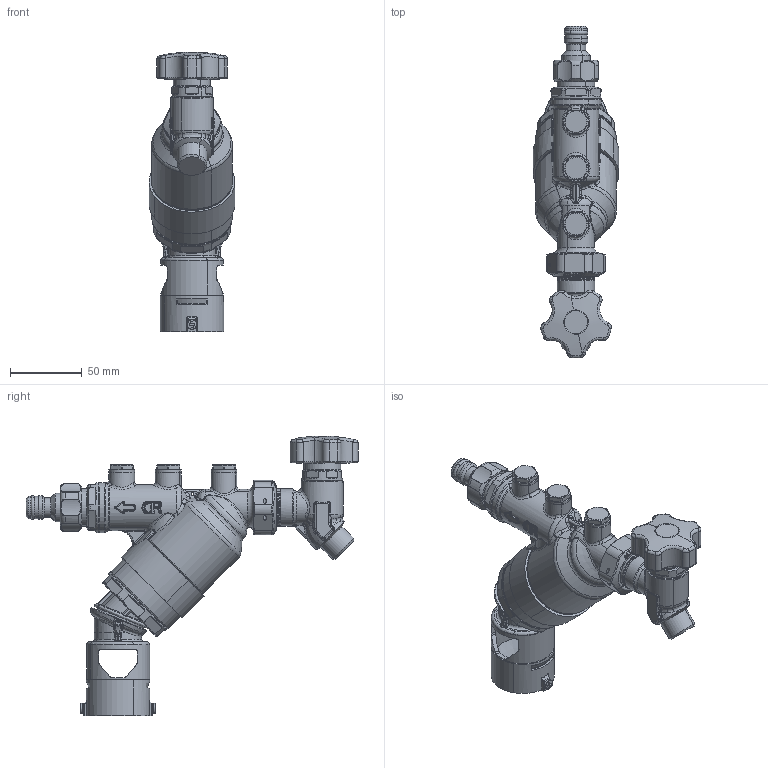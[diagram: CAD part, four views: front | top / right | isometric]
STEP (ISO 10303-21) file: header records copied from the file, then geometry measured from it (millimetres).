
FILE_DESCRIPTION(('CATIA V5 STEP Exchange'),'2;1');
FILE_NAME('XXXXXX (STP).stp','2016-04-14T05:59:37+00:00',('none'),('none'),'CATIA Version 5-6 Release 2014 SP5','CATIA V5 STEP AP203','none');
FILE_SCHEMA(('CONFIG_CONTROL_DESIGN'));
Length unit declared in the file: millimetre
Products named in the file (1): 580240 - TST
Bounding box: 59.99 x 231.86 x 195.02 mm (x, y, z)
Volume: 457169.4 mm3; surface area: 92336.8 mm2
Topology: 1 solids, 20 shells, 2218 faces, 5425 edges, 3229 vertices
Faces by surface type: bspline 660, cylinder 623, plane 460, cone 222, torus 197, sphere 40, revolution 16
Entity records: 106192 total; most frequent: CARTESIAN_POINT 64693, ORIENTED_EDGE 10716, EDGE_CURVE 5358, DIRECTION 4627, VERTEX_POINT 3229, B_SPLINE_CURVE_WITH_KNOTS 2781, EDGE_LOOP 2295, AXIS2_PLACEMENT_3D 2289
